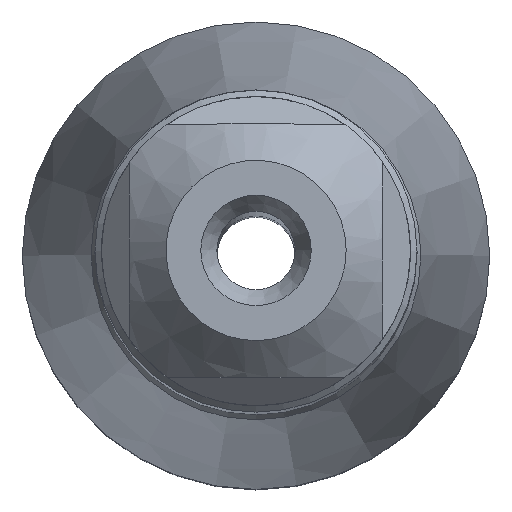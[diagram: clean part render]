
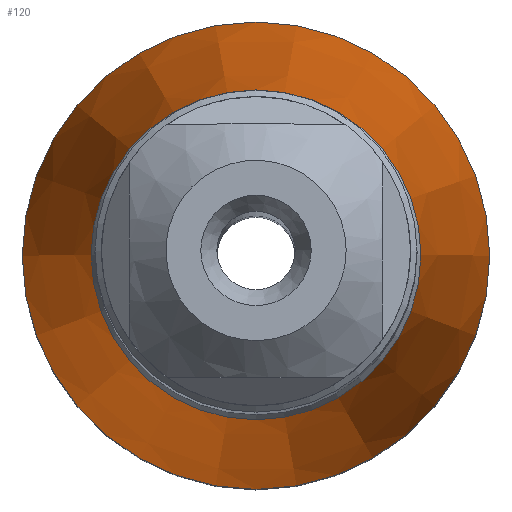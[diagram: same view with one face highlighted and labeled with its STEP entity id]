
A CAD part, top view. The second image highlights one B-rep face of the part: STEP entity #120.
In plain terms, the highlighted conical face has half-angle 8 degrees and reference radius 3.584 mm.
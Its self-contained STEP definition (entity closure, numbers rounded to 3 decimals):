
#96=CONICAL_SURFACE('',#481,3.585,8.);
#120=ADVANCED_FACE('',(#158,#159),#96,.T.);
#158=FACE_BOUND('',#202,.T.);
#159=FACE_BOUND('',#203,.T.);
#202=EDGE_LOOP('',(#284));
#203=EDGE_LOOP('',(#285));
#284=ORIENTED_EDGE('',*,*,#360,.F.);
#285=ORIENTED_EDGE('',*,*,#364,.T.);
#319=VERTEX_POINT('',#739);
#323=VERTEX_POINT('',#750);
#360=EDGE_CURVE('',#319,#319,#381,.T.);
#364=EDGE_CURVE('',#323,#323,#385,.T.);
#381=CIRCLE('',#473,3.585);
#385=CIRCLE('',#480,5.08);
#473=AXIS2_PLACEMENT_3D('',#738,#582,#583);
#480=AXIS2_PLACEMENT_3D('',#749,#596,#597);
#481=AXIS2_PLACEMENT_3D('',#751,#598,#599);
#582=DIRECTION('',(0.,0.,1.));
#583=DIRECTION('',(1.,0.,0.));
#596=DIRECTION('',(0.,0.,1.));
#597=DIRECTION('',(-1.,0.,0.));
#598=DIRECTION('',(0.,0.,-1.));
#599=DIRECTION('',(-1.,0.,0.));
#738=CARTESIAN_POINT('',(0.,0.,-55.));
#739=CARTESIAN_POINT('',(3.585,0.,-55.));
#749=CARTESIAN_POINT('',(0.,0.,-65.642));
#750=CARTESIAN_POINT('',(-5.08,0.,-65.642));
#751=CARTESIAN_POINT('',(0.,0.,-55.));
